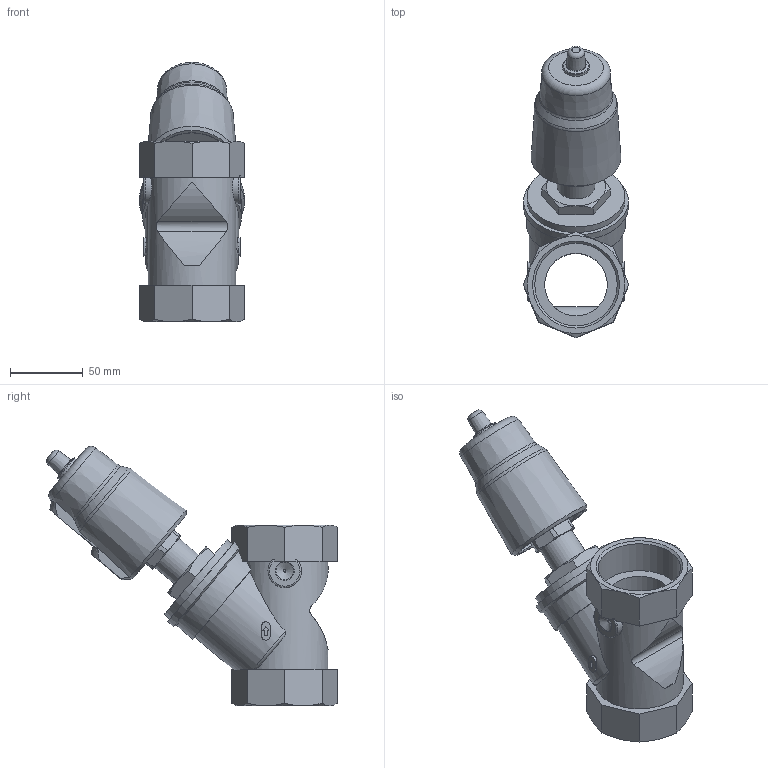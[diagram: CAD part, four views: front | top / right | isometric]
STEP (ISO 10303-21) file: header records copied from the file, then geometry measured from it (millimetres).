
FILE_DESCRIPTION(/* description */ ('STEP AP214'),/* implementation_level */ '2;1');
FILE_NAME(/* name */ '3535838_VZXF-L-M22C-M-B-G2-430-M1-H3B1T-50-3',/* time_stamp */ '2024-09-18T12:46:12+02:00',/* author */ ('License CC BY-ND 4.0'),/* organization */ ('CADENAS'),/* preprocessor_version */ 'ST-DEVELOPER v19.3',/* originating_system */ 'PARTsolutions',/* authorisation */ ' ');
FILE_SCHEMA (('AUTOMOTIVE_DESIGN {1 0 10303 214 3 1 1}'));
Length unit declared in the file: millimetre
Products named in the file (2): 3535838 VZXF-L-M22C-M-B-G2-430-M1-H3B1T-50-3; 1001805 VZXF-L-M22C-M-B-G2-430-H3B1T-50-3---(V)
Assembly tree (1 placements, depth 2):
  3535838 VZXF-L-M22C-M-B-G2-430-M1-H3B1T-50-3
    1001805 VZXF-L-M22C-M-B-G2-430-H3B1T-50-3---(V)
Bounding box: 72.52 x 199.86 x 178 mm (x, y, z)
Volume: 550216.6 mm3; surface area: 83310.7 mm2
Topology: 1 solids, 1 shells, 171 faces, 427 edges, 273 vertices
Faces by surface type: plane 82, cone 44, cylinder 33, torus 12
Full cylindrical faces by diameter (mm): 8.566 x1, 18.2 x1, 26 x1, 43 x1, 51.7 x1, 56.656 x2, 67 x1
Entity records: 5270 total; most frequent: CARTESIAN_POINT 1410, ORIENTED_EDGE 790, DIRECTION 755, EDGE_CURVE 395, AXIS2_PLACEMENT_3D 310, VERTEX_POINT 265, EDGE_LOOP 212, FACE_BOUND 212
